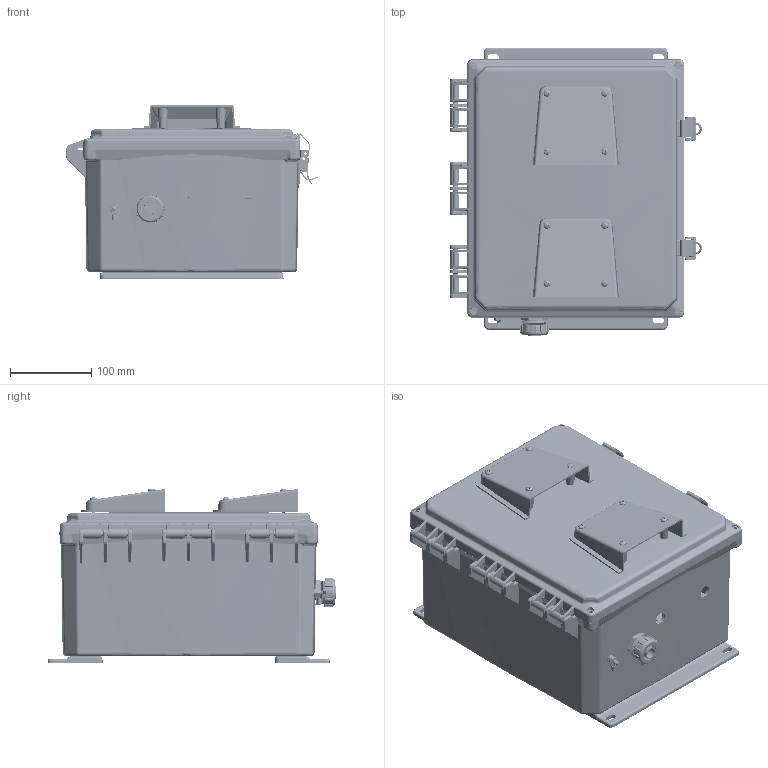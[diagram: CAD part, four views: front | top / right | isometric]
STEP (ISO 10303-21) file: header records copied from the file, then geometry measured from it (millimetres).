
FILE_DESCRIPTION (( 'STEP AP214' ), '1' );
FILE_NAME ('TEBPC121006-10F_3D.STEP', '2021-09-27T20:20:10', ( '' ), ( '' ), 'SwSTEP 2.0', 'SolidWorks 2021', '' );
FILE_SCHEMA (( 'AUTOMOTIVE_DESIGN' ));
Length unit declared in the file: inch
Products named in the file (44): XFN-0003; 1AJ02-054; 1AJ02-053; NBPC121006_lid; TEBPC121006-10F_3D; NBPC12-RP100; GroundWire_NBPC121006-100; 1AJ03-011; XF797-01; NBPC121006_latch; NBPC121006_box; XFN-0026; XMH-0048; XERZ-V20D241; 1BE04-074; XFS-0006; XFS-0066_90272A147; XCT-0005; XFS-0017; XFW-0004; 1AM07-078; XFN-0022; NBPC121006_10in. mtg flange; XFW-0002; XMH-0007; XFW-0020; XFN-0013; X-PCB-HYP285; XFS-0031; XCT-0010; 1AJ02-055; X-ASSY-HYP285-1; XLBL-F704-UL_With Actual Text; XCTB-0002; XC-0003_.06 panel; 1AW05-082_With Actual Text; XMH-0050; XMH-0010; XFS-0026; XFS-0032_91735A151 ...
Assembly tree (89 placements, depth 4):
  TEBPC121006-10F_3D
    NBPC121006_box
    NBPC121006_latch  x2
    NBPC121006_lid
    NBPC121006_10in. mtg flange  x2
    NBPC12-RP100
      1BE04-074
      XMH-0010
      XFS-0006
      XFW-0004  x2
      XFN-0022  x2
      X-ASSY-HYP285-1
        X-PCB-HYP285
        XERZ-V20D241  x3
      XFS-0066_90272A147  x2
      XFS-0017  x4
      XCTB-0002
      XFS-0032_91735A151  x2
      XFN-0013  x2
      1AW05-082_With Actual Text
      1AW05-083_With Actual Text
      XLBL-F704-UL_With Actual Text
      XFW-0020
      XF797-01
    XFW-0002  x5
    10-32 NEMA PLATE SCREW  x4
    XFS-0026
    XCT-0010  x2
    XFS-0017
    XFN-0003  x2
    XCT-0005
    XC-0003_.06 panel
    GroundWire_NBPC121006-100
    XMH-0007  x4
    1AM07-078  x2
    1AJ02-056  x2
    1AJ02-054  x2
    1AJ02-053  x2
    1AJ03-011  x8
    XMH-0048  x2
    XFN-0026  x8
    1AJ02-055  x2
    XMH-0050
    XMH-0005
    XFS-0031  x2
Bounding box: 309.84 x 355.99 x 215.61 mm (x, y, z)
Volume: 2000175.5 mm3; surface area: 1202721.5 mm2
Topology: 98 solids, 104 shells, 9090 faces, 22429 edges, 13545 vertices
Faces by surface type: plane 2829, cylinder 2739, bspline 1651, cone 1648, torus 193, sphere 30
Full cylindrical faces by diameter (mm): 1.102 x1, 1.27 x6, 1.397 x6, 1.778 x6, 2.845 x23, 3.175 x2, 3.302 x12, 3.429 x1, 3.607 x1, 3.683 x2, 3.81 x11, 3.886 x4, 3.934 x1, 3.962 x2, 3.969 x1, 4.064 x10, 4.177 x4, 4.394 x8, 4.4 x16, 4.47 x1, 4.496 x4, 4.572 x12, 5.004 x1, 5.08 x2, 5.182 x1, 5.639 x1, 5.842 x8, 6.147 x6, 6.35 x6, 6.655 x1
Entity records: 305962 total; most frequent: CARTESIAN_POINT 150491, ORIENTED_EDGE 29200, DIRECTION 22179, EDGE_CURVE 14604, VERTEX_POINT 9472, AXIS2_PLACEMENT_3D 7962, EDGE_LOOP 7615, FACE_OUTER_BOUND 6527
